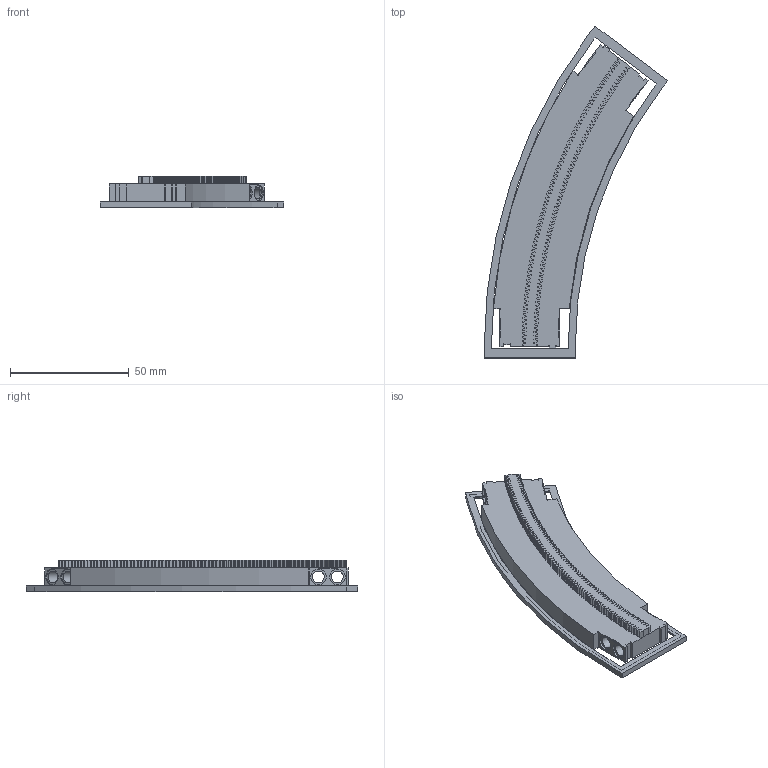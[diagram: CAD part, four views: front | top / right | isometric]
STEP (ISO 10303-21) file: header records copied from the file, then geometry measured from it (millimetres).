
FILE_DESCRIPTION(('Open CASCADE Model'),'2;1');
FILE_NAME('Open CASCADE Shape Model','2024-12-17T14:11:03',('Author'),( 'Open CASCADE'),'Open CASCADE STEP processor 7.7','Open CASCADE 7.7' ,'Unknown');
FILE_SCHEMA(('AUTOMOTIVE_DESIGN { 1 0 10303 214 1 1 1 1 }'));
Length unit declared in the file: millimetre
Products named in the file (4): Open CASCADE STEP translator 7.7 16; Open CASCADE STEP translator 7.7 16.1; Open CASCADE STEP translator 7.7 16.1.1; Open CASCADE STEP translator 7.7 16.1.2
Assembly tree (3 placements, depth 3):
  Open CASCADE STEP translator 7.7 16
    Open CASCADE STEP translator 7.7 16.1
      Open CASCADE STEP translator 7.7 16.1.1
      Open CASCADE STEP translator 7.7 16.1.2
Bounding box: 77.38 x 139.98 x 13.2 mm (x, y, z)
Volume: 31022.1 mm3; surface area: 17751.1 mm2
Topology: 2 solids, 2 shells, 985 faces, 2902 edges, 1934 vertices
Faces by surface type: plane 787, cylinder 198
Full cylindrical faces by diameter (mm): 5 x8, 6.6 x8
Entity records: 70890 total; most frequent: CARTESIAN_POINT 12769, DIRECTION 10890, LINE 7914, VECTOR 7914, ORIENTED_EDGE 5804, PCURVE 5804, DEFINITIONAL_REPRESENTATION 5804, EDGE_CURVE 2902
